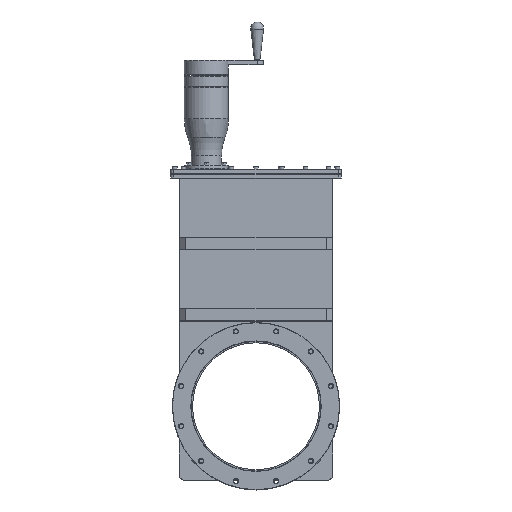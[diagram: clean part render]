
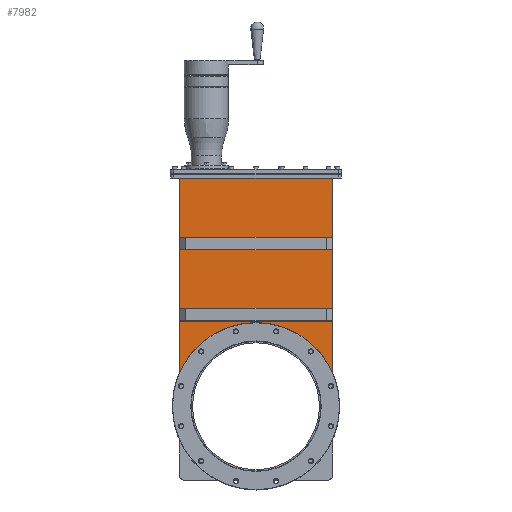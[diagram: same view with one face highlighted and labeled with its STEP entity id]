
A CAD part, top view. The second image highlights one B-rep face of the part: STEP entity #7982.
In plain terms, the highlighted planar face has unit normal (0, 0, 1).
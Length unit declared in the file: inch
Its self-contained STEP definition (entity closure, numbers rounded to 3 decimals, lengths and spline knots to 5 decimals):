
#618=DIRECTION('',(0.,-1.,0.));
#619=VECTOR('',#618,1.);
#620=CARTESIAN_POINT('',(-6.0375,7.7145,0.827));
#621=LINE('',#620,#619);
#622=DIRECTION('',(1.,0.,0.));
#623=VECTOR('',#622,12.075);
#624=CARTESIAN_POINT('',(-6.0375,6.7145,0.827));
#625=LINE('',#624,#623);
#626=DIRECTION('',(0.,1.,0.));
#627=VECTOR('',#626,1.);
#628=CARTESIAN_POINT('',(6.0375,6.7145,0.827));
#629=LINE('',#628,#627);
#630=DIRECTION('',(-1.,0.,0.));
#631=VECTOR('',#630,12.075);
#632=CARTESIAN_POINT('',(6.0375,7.7145,0.827));
#633=LINE('',#632,#631);
#634=DIRECTION('',(0.,-1.,0.));
#635=VECTOR('',#634,1.);
#636=CARTESIAN_POINT('',(-6.0375,13.3245,0.827));
#637=LINE('',#636,#635);
#638=DIRECTION('',(1.,0.,0.));
#639=VECTOR('',#638,12.075);
#640=CARTESIAN_POINT('',(-6.0375,12.3245,0.827));
#641=LINE('',#640,#639);
#642=DIRECTION('',(0.,1.,0.));
#643=VECTOR('',#642,1.);
#644=CARTESIAN_POINT('',(6.0375,12.3245,0.827));
#645=LINE('',#644,#643);
#646=DIRECTION('',(-1.,0.,0.));
#647=VECTOR('',#646,12.075);
#648=CARTESIAN_POINT('',(6.0375,13.3245,0.827));
#649=LINE('',#648,#647);
#686=DIRECTION('',(0.,-1.,0.));
#687=VECTOR('',#686,15.37947);
#688=CARTESIAN_POINT('',(6.0575,17.935,0.827));
#689=LINE('',#688,#687);
#690=CARTESIAN_POINT('',(0.,0.,0.827));
#691=DIRECTION('',(0.,0.,-1.));
#692=DIRECTION('',(0.,1.,0.));
#693=AXIS2_PLACEMENT_3D('',#690,#691,#692);
#695=CARTESIAN_POINT('',(0.,0.,0.827));
#696=DIRECTION('',(0.,0.,1.));
#697=DIRECTION('',(0.,1.,0.));
#698=AXIS2_PLACEMENT_3D('',#695,#696,#697);
#700=DIRECTION('',(0.,1.,0.));
#701=VECTOR('',#700,15.37947);
#702=CARTESIAN_POINT('',(-6.0575,2.55553,0.827));
#703=LINE('',#702,#701);
#704=DIRECTION('',(1.,0.,0.));
#705=VECTOR('',#704,12.115);
#706=CARTESIAN_POINT('',(-6.0575,17.935,0.827));
#707=LINE('',#706,#705);
#5697=CARTESIAN_POINT('',(-6.0575,17.935,0.827));
#5698=CARTESIAN_POINT('',(6.0575,17.935,0.827));
#5699=VERTEX_POINT('',#5697);
#5700=VERTEX_POINT('',#5698);
#5765=CARTESIAN_POINT('',(-6.0375,7.7145,0.827));
#5766=CARTESIAN_POINT('',(-6.0375,6.7145,0.827));
#5767=VERTEX_POINT('',#5765);
#5768=VERTEX_POINT('',#5766);
#5769=CARTESIAN_POINT('',(6.0375,6.7145,0.827));
#5770=VERTEX_POINT('',#5769);
#5771=CARTESIAN_POINT('',(6.0375,7.7145,0.827));
#5772=VERTEX_POINT('',#5771);
#5773=CARTESIAN_POINT('',(-6.0375,13.3245,0.827));
#5774=CARTESIAN_POINT('',(-6.0375,12.3245,0.827));
#5775=VERTEX_POINT('',#5773);
#5776=VERTEX_POINT('',#5774);
#5777=CARTESIAN_POINT('',(6.0375,12.3245,0.827));
#5778=VERTEX_POINT('',#5777);
#5779=CARTESIAN_POINT('',(6.0375,13.3245,0.827));
#5780=VERTEX_POINT('',#5779);
#7169=CARTESIAN_POINT('',(0.,6.5745,0.827));
#7170=VERTEX_POINT('',#7169);
#7173=CARTESIAN_POINT('',(6.0575,2.55553,0.827));
#7174=VERTEX_POINT('',#7173);
#7181=CARTESIAN_POINT('',(-6.0575,2.55553,0.827));
#7182=VERTEX_POINT('',#7181);
#7947=CARTESIAN_POINT('',(0.,0.,0.827));
#7948=DIRECTION('',(0.,0.,1.));
#7949=DIRECTION('',(1.,0.,0.));
#7950=AXIS2_PLACEMENT_3D('',#7947,#7948,#7949);
#7951=PLANE('',#7950);
#7953=ORIENTED_EDGE('',*,*,#7952,.T.);
#7954=ORIENTED_EDGE('',*,*,#7913,.F.);
#7955=ORIENTED_EDGE('',*,*,#7859,.T.);
#7957=ORIENTED_EDGE('',*,*,#7956,.T.);
#7959=ORIENTED_EDGE('',*,*,#7958,.T.);
#7960=EDGE_LOOP('',(#7953,#7954,#7955,#7957,#7959));
#7961=FACE_OUTER_BOUND('',#7960,.F.);
#7963=ORIENTED_EDGE('',*,*,#7962,.T.);
#7965=ORIENTED_EDGE('',*,*,#7964,.T.);
#7967=ORIENTED_EDGE('',*,*,#7966,.T.);
#7969=ORIENTED_EDGE('',*,*,#7968,.T.);
#7970=EDGE_LOOP('',(#7963,#7965,#7967,#7969));
#7971=FACE_BOUND('',#7970,.F.);
#7973=ORIENTED_EDGE('',*,*,#7972,.T.);
#7975=ORIENTED_EDGE('',*,*,#7974,.T.);
#7977=ORIENTED_EDGE('',*,*,#7976,.T.);
#7979=ORIENTED_EDGE('',*,*,#7978,.T.);
#7980=EDGE_LOOP('',(#7973,#7975,#7977,#7979));
#7981=FACE_BOUND('',#7980,.F.);
#694=CIRCLE('',#693,6.5745);
#699=CIRCLE('',#698,6.5745);
#7859=EDGE_CURVE('',#7170,#7182,#699,.T.);
#7913=EDGE_CURVE('',#7170,#7174,#694,.T.);
#7952=EDGE_CURVE('',#5700,#7174,#689,.T.);
#7956=EDGE_CURVE('',#7182,#5699,#703,.T.);
#7958=EDGE_CURVE('',#5699,#5700,#707,.T.);
#7962=EDGE_CURVE('',#5767,#5768,#621,.T.);
#7964=EDGE_CURVE('',#5768,#5770,#625,.T.);
#7966=EDGE_CURVE('',#5770,#5772,#629,.T.);
#7968=EDGE_CURVE('',#5772,#5767,#633,.T.);
#7972=EDGE_CURVE('',#5775,#5776,#637,.T.);
#7974=EDGE_CURVE('',#5776,#5778,#641,.T.);
#7976=EDGE_CURVE('',#5778,#5780,#645,.T.);
#7978=EDGE_CURVE('',#5780,#5775,#649,.T.);
#7982=ADVANCED_FACE('',(#7961,#7971,#7981),#7951,.T.);
